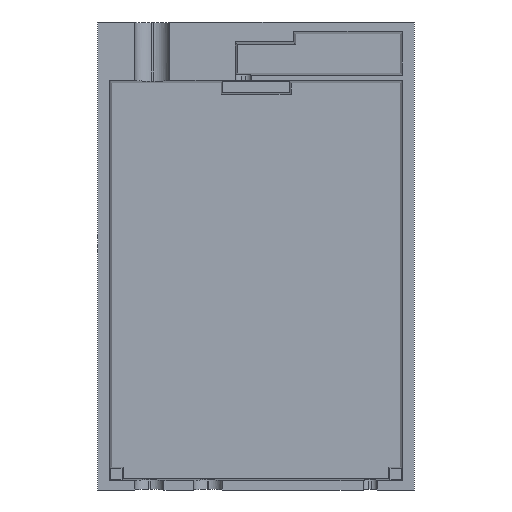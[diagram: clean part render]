
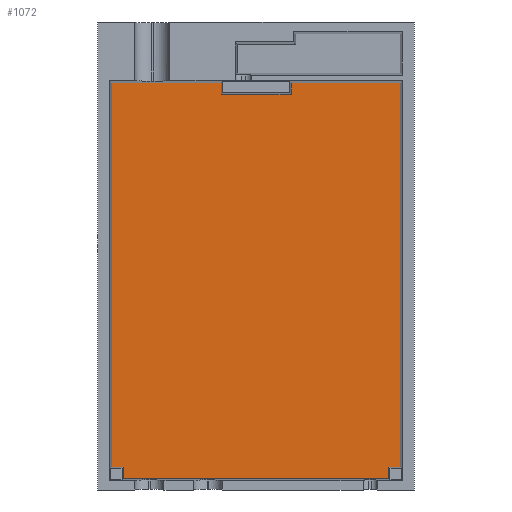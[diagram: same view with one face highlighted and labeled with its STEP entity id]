
A CAD part, top view. The second image highlights one B-rep face of the part: STEP entity #1072.
In plain terms, the highlighted planar face has unit normal (0, 0, 1).
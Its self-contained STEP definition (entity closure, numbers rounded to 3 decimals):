
#26 = DIRECTION ( 'NONE',  ( 0., 0., -1. ) ) ;
#64 = VERTEX_POINT ( 'NONE', #209 ) ;
#71 = VECTOR ( 'NONE', #1300, 1000. ) ;
#84 = ORIENTED_EDGE ( 'NONE', *, *, #275, .F. ) ;
#117 = LINE ( 'NONE', #1226, #1215 ) ;
#121 = CARTESIAN_POINT ( 'NONE',  ( 0., 0.8, -10.2 ) ) ;
#133 = AXIS2_PLACEMENT_3D ( 'NONE', #1743, #26, #873 ) ;
#140 = LINE ( 'NONE', #1124, #1241 ) ;
#167 = DIRECTION ( 'NONE',  ( -1., 0., 0. ) ) ;
#172 = PLANE ( 'NONE',  #133 ) ;
#179 = VECTOR ( 'NONE', #856, 1000. ) ;
#188 = VERTEX_POINT ( 'NONE', #1184 ) ;
#191 = VERTEX_POINT ( 'NONE', #1612 ) ;
#209 = CARTESIAN_POINT ( 'NONE',  ( 16.418, 34.8, -10.2 ) ) ;
#259 = VECTOR ( 'NONE', #707, 1000. ) ;
#265 = LINE ( 'NONE', #281, #1738 ) ;
#275 = EDGE_CURVE ( 'NONE', #64, #1829, #265, .T. ) ;
#281 = CARTESIAN_POINT ( 'NONE',  ( 0., 34.8, -10.2 ) ) ;
#315 = VECTOR ( 'NONE', #167, 1000. ) ;
#318 = VECTOR ( 'NONE', #1779, 1000. ) ;
#323 = ORIENTED_EDGE ( 'NONE', *, *, #327, .F. ) ;
#327 = EDGE_CURVE ( 'NONE', #191, #64, #546, .T. ) ;
#339 = EDGE_CURVE ( 'NONE', #672, #1591, #887, .T. ) ;
#387 = EDGE_CURVE ( 'NONE', #977, #1751, #1559, .T. ) ;
#412 = VECTOR ( 'NONE', #433, 1000. ) ;
#433 = DIRECTION ( 'NONE',  ( 0., -1., 0. ) ) ;
#469 = VERTEX_POINT ( 'NONE', #1209 ) ;
#470 = CARTESIAN_POINT ( 'NONE',  ( 1., 34.8, -10.2 ) ) ;
#486 = VERTEX_POINT ( 'NONE', #1097 ) ;
#546 = LINE ( 'NONE', #1703, #1658 ) ;
#550 = ORIENTED_EDGE ( 'NONE', *, *, #339, .T. ) ;
#563 = EDGE_CURVE ( 'NONE', #1622, #191, #117, .T. ) ;
#578 = CARTESIAN_POINT ( 'NONE',  ( 1., 0., -10.2 ) ) ;
#672 = VERTEX_POINT ( 'NONE', #890 ) ;
#707 = DIRECTION ( 'NONE',  ( -1., 0., 0. ) ) ;
#715 = EDGE_CURVE ( 'NONE', #486, #1622, #1589, .T. ) ;
#718 = CARTESIAN_POINT ( 'NONE',  ( 1., 1.8, -10.2 ) ) ;
#734 = ORIENTED_EDGE ( 'NONE', *, *, #563, .F. ) ;
#742 = ORIENTED_EDGE ( 'NONE', *, *, #847, .F. ) ;
#751 = LINE ( 'NONE', #1001, #259 ) ;
#764 = CARTESIAN_POINT ( 'NONE',  ( 25.8, 0., -10.2 ) ) ;
#802 = FACE_OUTER_BOUND ( 'NONE', #982, .T. ) ;
#836 = DIRECTION ( 'NONE',  ( 1., 0., 0. ) ) ;
#847 = EDGE_CURVE ( 'NONE', #1222, #1751, #751, .T. ) ;
#856 = DIRECTION ( 'NONE',  ( 1., 0., 0. ) ) ;
#873 = DIRECTION ( 'NONE',  ( -1., 0., 0. ) ) ;
#887 = LINE ( 'NONE', #121, #179 ) ;
#890 = CARTESIAN_POINT ( 'NONE',  ( 2., 0.8, -10.2 ) ) ;
#905 = DIRECTION ( 'NONE',  ( 0., -1., 0. ) ) ;
#949 = ORIENTED_EDGE ( 'NONE', *, *, #1380, .F. ) ;
#962 = LINE ( 'NONE', #764, #1681 ) ;
#977 = VERTEX_POINT ( 'NONE', #470 ) ;
#982 = EDGE_LOOP ( 'NONE', ( #1018, #1246, #1262, #742, #949, #550, #1530, #1774, #1765, #84, #323, #734 ) ) ;
#987 = DIRECTION ( 'NONE',  ( 1., 0., 0. ) ) ;
#1001 = CARTESIAN_POINT ( 'NONE',  ( 1., 1.8, -10.2 ) ) ;
#1018 = ORIENTED_EDGE ( 'NONE', *, *, #715, .F. ) ;
#1072 = ADVANCED_FACE ( 'NONE', ( #802 ), #172, .F. ) ;
#1097 = CARTESIAN_POINT ( 'NONE',  ( 10.418, 34.8, -10.2 ) ) ;
#1120 = EDGE_CURVE ( 'NONE', #469, #1591, #1727, .T. ) ;
#1124 = CARTESIAN_POINT ( 'NONE',  ( 0., 34.8, -10.2 ) ) ;
#1183 = CARTESIAN_POINT ( 'NONE',  ( 10.418, 33.8, -10.2 ) ) ;
#1184 = CARTESIAN_POINT ( 'NONE',  ( 25.8, 1.8, -10.2 ) ) ;
#1190 = CARTESIAN_POINT ( 'NONE',  ( 24.8, 0.8, -10.2 ) ) ;
#1209 = CARTESIAN_POINT ( 'NONE',  ( 24.8, 1.8, -10.2 ) ) ;
#1215 = VECTOR ( 'NONE', #1616, 1000. ) ;
#1222 = VERTEX_POINT ( 'NONE', #1556 ) ;
#1226 = CARTESIAN_POINT ( 'NONE',  ( 10.418, 33.8, -10.2 ) ) ;
#1241 = VECTOR ( 'NONE', #836, 1000. ) ;
#1246 = ORIENTED_EDGE ( 'NONE', *, *, #1809, .F. ) ;
#1247 = DIRECTION ( 'NONE',  ( 0., 1., 0. ) ) ;
#1262 = ORIENTED_EDGE ( 'NONE', *, *, #387, .T. ) ;
#1265 = CARTESIAN_POINT ( 'NONE',  ( 25.8, 34.8, -10.2 ) ) ;
#1270 = DIRECTION ( 'NONE',  ( 0., 1., 0. ) ) ;
#1300 = DIRECTION ( 'NONE',  ( 0., -1., 0. ) ) ;
#1313 = CARTESIAN_POINT ( 'NONE',  ( 24.8, 0.8, -10.2 ) ) ;
#1380 = EDGE_CURVE ( 'NONE', #672, #1222, #1462, .T. ) ;
#1418 = VECTOR ( 'NONE', #1247, 1000. ) ;
#1458 = LINE ( 'NONE', #1592, #315 ) ;
#1462 = LINE ( 'NONE', #1670, #1418 ) ;
#1530 = ORIENTED_EDGE ( 'NONE', *, *, #1120, .F. ) ;
#1556 = CARTESIAN_POINT ( 'NONE',  ( 2., 1.8, -10.2 ) ) ;
#1559 = LINE ( 'NONE', #578, #412 ) ;
#1566 = EDGE_CURVE ( 'NONE', #1829, #188, #962, .T. ) ;
#1589 = LINE ( 'NONE', #1654, #318 ) ;
#1591 = VERTEX_POINT ( 'NONE', #1190 ) ;
#1592 = CARTESIAN_POINT ( 'NONE',  ( 25.8, 1.8, -10.2 ) ) ;
#1612 = CARTESIAN_POINT ( 'NONE',  ( 16.418, 33.8, -10.2 ) ) ;
#1616 = DIRECTION ( 'NONE',  ( 1., 0., 0. ) ) ;
#1622 = VERTEX_POINT ( 'NONE', #1183 ) ;
#1654 = CARTESIAN_POINT ( 'NONE',  ( 10.418, 34.8, -10.2 ) ) ;
#1658 = VECTOR ( 'NONE', #1270, 1000. ) ;
#1670 = CARTESIAN_POINT ( 'NONE',  ( 2., 0.8, -10.2 ) ) ;
#1681 = VECTOR ( 'NONE', #905, 1000. ) ;
#1698 = EDGE_CURVE ( 'NONE', #188, #469, #1458, .T. ) ;
#1703 = CARTESIAN_POINT ( 'NONE',  ( 16.418, 34.8, -10.2 ) ) ;
#1727 = LINE ( 'NONE', #1313, #71 ) ;
#1738 = VECTOR ( 'NONE', #987, 1000. ) ;
#1743 = CARTESIAN_POINT ( 'NONE',  ( 0., 0., -10.2 ) ) ;
#1751 = VERTEX_POINT ( 'NONE', #718 ) ;
#1765 = ORIENTED_EDGE ( 'NONE', *, *, #1566, .F. ) ;
#1774 = ORIENTED_EDGE ( 'NONE', *, *, #1698, .F. ) ;
#1779 = DIRECTION ( 'NONE',  ( 0., -1., 0. ) ) ;
#1809 = EDGE_CURVE ( 'NONE', #977, #486, #140, .T. ) ;
#1829 = VERTEX_POINT ( 'NONE', #1265 ) ;
